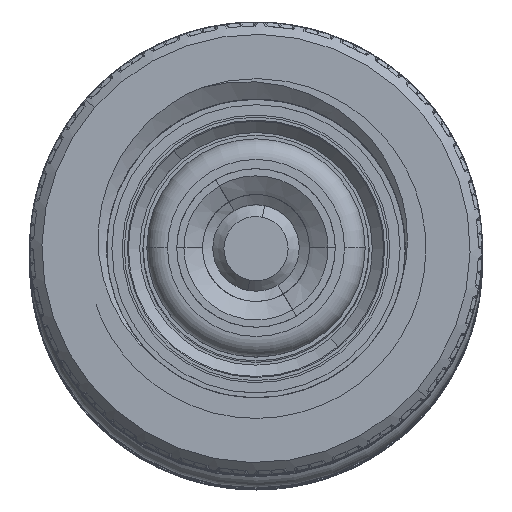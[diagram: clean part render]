
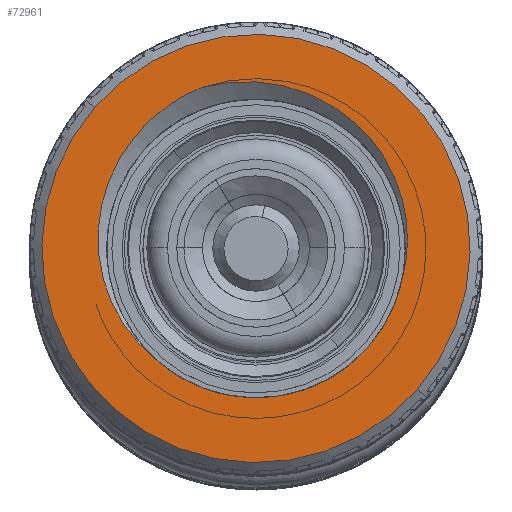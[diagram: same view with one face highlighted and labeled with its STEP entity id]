
A CAD part, top view. The second image highlights one B-rep face of the part: STEP entity #72961.
In plain terms, the highlighted face is planar.
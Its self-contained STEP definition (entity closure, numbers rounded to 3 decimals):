
#315 = CARTESIAN_POINT ( 'NONE',  ( -8.011, 0.939, -3.949 ) ) ;
#1142 = EDGE_CURVE ( 'NONE', #35663, #53279, #6268, .T. ) ;
#1219 = B_SPLINE_CURVE_WITH_KNOTS ( 'NONE', 3,
 ( #38216, #63021, #33210, #45192, #57727, #46014, #13098, #51344, #19806, #71338, #19535, #51605, #64117, #70789, #76607, #38473, #25940, #39581, #64660, #26498, #315, #70520, #32376, #7767 ),
 .UNSPECIFIED., .F., .F.,
 ( 4, 2, 2, 2, 2, 2, 2, 2, 2, 2, 2, 4 ),
 ( 0., 0.001, 0.002, 0.002, 0.003, 0.004, 0.004, 0.005, 0.006, 0.007, 0.007, 0.008 ),
 .UNSPECIFIED. ) ;
#1426 = CIRCLE ( 'NONE', #27918, 5.2 ) ;
#3339 = VERTEX_POINT ( 'NONE', #73030 ) ;
#3667 = CARTESIAN_POINT ( 'NONE',  ( -8.011, 3.818, 0.542 ) ) ;
#6268 = B_SPLINE_CURVE_WITH_KNOTS ( 'NONE', 3,
 ( #60011, #14293, #52761, #58901, #27125, #33548, #39934, #59183, #20982, #65541, #10073, #29355, #22641, #41893, #3667, #16771, #9779, #16502, #73350, #48028, #54424, #54152, #35764, #80015 ),
 .UNSPECIFIED., .F., .F.,
 ( 4, 2, 2, 2, 2, 2, 2, 2, 2, 2, 2, 4 ),
 ( 0., 0.001, 0.002, 0.002, 0.003, 0.003, 0.004, 0.005, 0.006, 0.006, 0.007, 0.008 ),
 .UNSPECIFIED. ) ;
#7767 = CARTESIAN_POINT ( 'NONE',  ( -8.011, 2.062, -3.572 ) ) ;
#7910 = DIRECTION ( 'NONE',  ( -1., 0., 0. ) ) ;
#8863 = DIRECTION ( 'NONE',  ( 1., 0., 0. ) ) ;
#9172 = FACE_BOUND ( 'NONE', #39954, .T. ) ;
#9402 = EDGE_CURVE ( 'NONE', #72512, #63617, #1426, .T. ) ;
#9779 = CARTESIAN_POINT ( 'NONE',  ( -8.011, 3.612, 1.19 ) ) ;
#10073 = CARTESIAN_POINT ( 'NONE',  ( -8.011, 3.738, -1.303 ) ) ;
#13098 = CARTESIAN_POINT ( 'NONE',  ( -8.011, -3.282, -1.812 ) ) ;
#14293 = CARTESIAN_POINT ( 'NONE',  ( -8.011, 2.348, -3.385 ) ) ;
#16502 = CARTESIAN_POINT ( 'NONE',  ( -8.011, 3.472, 1.499 ) ) ;
#16641 = ORIENTED_EDGE ( 'NONE', *, *, #9402, .T. ) ;
#16771 = CARTESIAN_POINT ( 'NONE',  ( -8.011, 3.672, 1.029 ) ) ;
#17025 = AXIS2_PLACEMENT_3D ( 'NONE', #17143, #80371, #48924 ) ;
#17143 = CARTESIAN_POINT ( 'NONE',  ( -8.011, 0., 0. ) ) ;
#17206 = CARTESIAN_POINT ( 'NONE',  ( -8.011, 2.062, -3.572 ) ) ;
#19535 = CARTESIAN_POINT ( 'NONE',  ( -8.011, -2.374, -3.024 ) ) ;
#19806 = CARTESIAN_POINT ( 'NONE',  ( -8.011, -2.844, -2.54 ) ) ;
#20223 = EDGE_CURVE ( 'NONE', #42098, #3339, #77658, .T. ) ;
#20982 = CARTESIAN_POINT ( 'NONE',  ( -8.011, 3.568, -1.785 ) ) ;
#22641 = CARTESIAN_POINT ( 'NONE',  ( -8.011, 3.89, -0.474 ) ) ;
#25067 = AXIS2_PLACEMENT_3D ( 'NONE', #35805, #29651, #67286 ) ;
#25333 = CIRCLE ( 'NONE', #69314, 5.2 ) ;
#25448 = EDGE_LOOP ( 'NONE', ( #16641, #49349 ) ) ;
#25940 = CARTESIAN_POINT ( 'NONE',  ( -8.011, -0.244, -3.992 ) ) ;
#26192 = AXIS2_PLACEMENT_3D ( 'NONE', #52677, #8863, #59093 ) ;
#26498 = CARTESIAN_POINT ( 'NONE',  ( -8.011, 0.772, -3.975 ) ) ;
#27125 = CARTESIAN_POINT ( 'NONE',  ( -8.011, 3.055, -2.658 ) ) ;
#27410 = EDGE_CURVE ( 'NONE', #63617, #72512, #25333, .T. ) ;
#27542 = CARTESIAN_POINT ( 'NONE',  ( -8.011, 0., -5.2 ) ) ;
#27918 = AXIS2_PLACEMENT_3D ( 'NONE', #72027, #7910, #46986 ) ;
#29355 = CARTESIAN_POINT ( 'NONE',  ( -8.011, 3.855, -0.81 ) ) ;
#29651 = DIRECTION ( 'NONE',  ( 1., 0., 0. ) ) ;
#31452 = CARTESIAN_POINT ( 'NONE',  ( -8.011, 0., 0. ) ) ;
#32376 = CARTESIAN_POINT ( 'NONE',  ( -8.011, 1.757, -3.726 ) ) ;
#33210 = CARTESIAN_POINT ( 'NONE',  ( -8.011, -3.622, -0.677 ) ) ;
#33548 = CARTESIAN_POINT ( 'NONE',  ( -8.011, 3.251, -2.38 ) ) ;
#34495 = EDGE_CURVE ( 'NONE', #3339, #35663, #1219, .T. ) ;
#35663 = VERTEX_POINT ( 'NONE', #17206 ) ;
#35764 = CARTESIAN_POINT ( 'NONE',  ( -8.011, 2.12, 2.988 ) ) ;
#35805 = CARTESIAN_POINT ( 'NONE',  ( -8.011, 0., 0. ) ) ;
#35847 = PLANE ( 'NONE',  #17025 ) ;
#37835 = DIRECTION ( 'NONE',  ( 0., 0., -1. ) ) ;
#38216 = CARTESIAN_POINT ( 'NONE',  ( -8.011, -3.625, 0. ) ) ;
#38473 = CARTESIAN_POINT ( 'NONE',  ( -8.011, -0.577, -3.937 ) ) ;
#39581 = CARTESIAN_POINT ( 'NONE',  ( -8.011, 0.264, -4.01 ) ) ;
#39934 = CARTESIAN_POINT ( 'NONE',  ( -8.011, 3.34, -2.237 ) ) ;
#39954 = EDGE_LOOP ( 'NONE', ( #44690, #53819, #66660, #82340 ) ) ;
#41172 = FACE_OUTER_BOUND ( 'NONE', #25448, .T. ) ;
#41893 = CARTESIAN_POINT ( 'NONE',  ( -8.011, 3.871, 0.209 ) ) ;
#42098 = VERTEX_POINT ( 'NONE', #48348 ) ;
#44690 = ORIENTED_EDGE ( 'NONE', *, *, #75501, .T. ) ;
#45192 = CARTESIAN_POINT ( 'NONE',  ( -8.011, -3.514, -1.175 ) ) ;
#46014 = CARTESIAN_POINT ( 'NONE',  ( -8.011, -3.35, -1.658 ) ) ;
#46986 = DIRECTION ( 'NONE',  ( 0., 0., -1. ) ) ;
#48028 = CARTESIAN_POINT ( 'NONE',  ( -8.011, 3.123, 2.076 ) ) ;
#48348 = CARTESIAN_POINT ( 'NONE',  ( -8.011, 0., 3.625 ) ) ;
#48924 = DIRECTION ( 'NONE',  ( 0., 0., 1. ) ) ;
#49349 = ORIENTED_EDGE ( 'NONE', *, *, #27410, .T. ) ;
#51344 = CARTESIAN_POINT ( 'NONE',  ( -8.011, -3.046, -2.26 ) ) ;
#51605 = CARTESIAN_POINT ( 'NONE',  ( -8.011, -2.111, -3.238 ) ) ;
#52677 = CARTESIAN_POINT ( 'NONE',  ( -8.011, 0., 0. ) ) ;
#52761 = CARTESIAN_POINT ( 'NONE',  ( -8.011, 2.605, -3.166 ) ) ;
#53279 = VERTEX_POINT ( 'NONE', #82146 ) ;
#53819 = ORIENTED_EDGE ( 'NONE', *, *, #20223, .T. ) ;
#54152 = CARTESIAN_POINT ( 'NONE',  ( -8.011, 2.401, 2.795 ) ) ;
#54424 = CARTESIAN_POINT ( 'NONE',  ( -8.011, 2.901, 2.342 ) ) ;
#57727 = CARTESIAN_POINT ( 'NONE',  ( -8.011, -3.467, -1.34 ) ) ;
#58901 = CARTESIAN_POINT ( 'NONE',  ( -8.011, 2.947, -2.791 ) ) ;
#59093 = DIRECTION ( 'NONE',  ( 0., 0., 1. ) ) ;
#59183 = CARTESIAN_POINT ( 'NONE',  ( -8.011, 3.498, -1.939 ) ) ;
#60011 = CARTESIAN_POINT ( 'NONE',  ( -8.011, 2.062, -3.572 ) ) ;
#63021 = CARTESIAN_POINT ( 'NONE',  ( -8.011, -3.647, -0.341 ) ) ;
#63617 = VERTEX_POINT ( 'NONE', #81245 ) ;
#64117 = CARTESIAN_POINT ( 'NONE',  ( -8.011, -1.971, -3.338 ) ) ;
#64660 = CARTESIAN_POINT ( 'NONE',  ( -8.011, 0.435, -4.005 ) ) ;
#65541 = CARTESIAN_POINT ( 'NONE',  ( -8.011, 3.688, -1.467 ) ) ;
#66660 = ORIENTED_EDGE ( 'NONE', *, *, #34495, .T. ) ;
#67286 = DIRECTION ( 'NONE',  ( 0., 0., 1. ) ) ;
#69314 = AXIS2_PLACEMENT_3D ( 'NONE', #31452, #75986, #37835 ) ;
#70520 = CARTESIAN_POINT ( 'NONE',  ( -8.011, 1.433, -3.84 ) ) ;
#70789 = CARTESIAN_POINT ( 'NONE',  ( -8.011, -1.539, -3.603 ) ) ;
#71338 = CARTESIAN_POINT ( 'NONE',  ( -8.011, -2.498, -2.909 ) ) ;
#71806 = CIRCLE ( 'NONE', #25067, 3.625 ) ;
#72027 = CARTESIAN_POINT ( 'NONE',  ( -8.011, 0., 0. ) ) ;
#72512 = VERTEX_POINT ( 'NONE', #27542 ) ;
#72961 = ADVANCED_FACE ( 'NONE', ( #9172, #41172 ), #35847, .T. ) ;
#73030 = CARTESIAN_POINT ( 'NONE',  ( -8.011, -3.625, 0. ) ) ;
#73350 = CARTESIAN_POINT ( 'NONE',  ( -8.011, 3.392, 1.648 ) ) ;
#75501 = EDGE_CURVE ( 'NONE', #53279, #42098, #71806, .T. ) ;
#75986 = DIRECTION ( 'NONE',  ( -1., 0., 0. ) ) ;
#76607 = CARTESIAN_POINT ( 'NONE',  ( -8.011, -1.229, -3.742 ) ) ;
#77658 = CIRCLE ( 'NONE', #26192, 3.625 ) ;
#80015 = CARTESIAN_POINT ( 'NONE',  ( -8.011, 1.812, 3.139 ) ) ;
#80371 = DIRECTION ( 'NONE',  ( -1., 0., 0. ) ) ;
#81245 = CARTESIAN_POINT ( 'NONE',  ( -8.011, 0., 5.2 ) ) ;
#82146 = CARTESIAN_POINT ( 'NONE',  ( -8.011, 1.812, 3.139 ) ) ;
#82340 = ORIENTED_EDGE ( 'NONE', *, *, #1142, .T. ) ;
